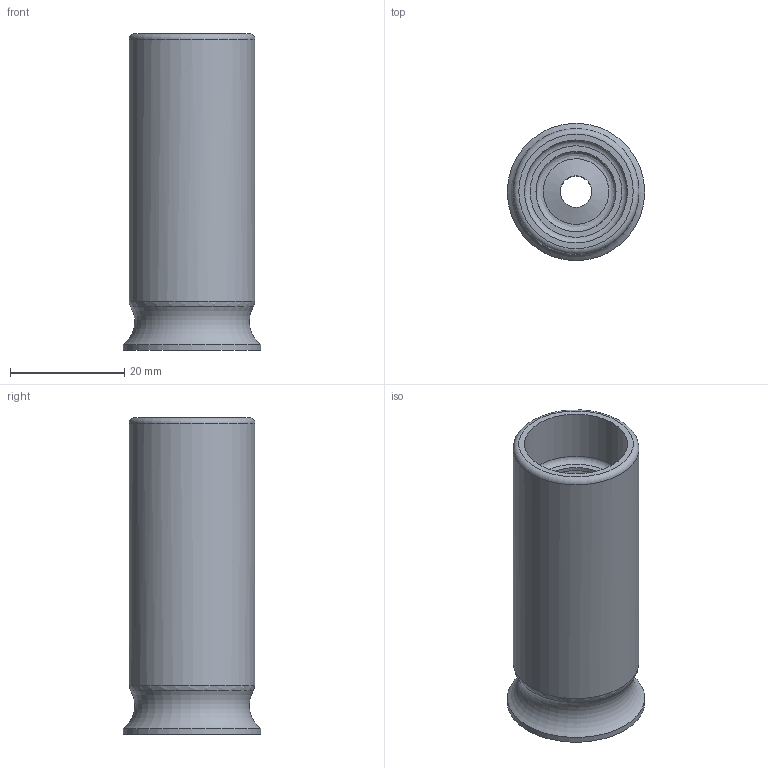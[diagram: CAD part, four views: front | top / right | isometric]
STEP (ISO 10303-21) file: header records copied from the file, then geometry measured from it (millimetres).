
FILE_DESCRIPTION(('FreeCAD Model'),'2;1');
FILE_NAME('Open CASCADE Shape Model','2026-01-07T08:29:08',(''),(''), 'Open CASCADE STEP processor 7.8','FreeCAD','Unknown');
FILE_SCHEMA(('AUTOMOTIVE_DESIGN { 1 0 10303 214 1 1 1 1 }'));
Length unit declared in the file: millimetre
Products named in the file (1): Base
Bounding box: 24 x 24 x 55.33 mm (x, y, z)
Volume: 17060.8 mm3; surface area: 5986.8 mm2
Topology: 1 solids, 1 shells, 14 faces, 26 edges, 15 vertices
Faces by surface type: cylinder 5, torus 3, plane 3, bspline 2, cone 1
Full cylindrical faces by diameter (mm): 5.5 x1, 14 x1, 18 x1, 22 x1, 24 x1
Entity records: 498 total; most frequent: CARTESIAN_POINT 204, DIRECTION 60, ORIENTED_EDGE 52, AXIS2_PLACEMENT_3D 27, EDGE_CURVE 26, FACE_BOUND 17, EDGE_LOOP 17, VERTEX_POINT 15
